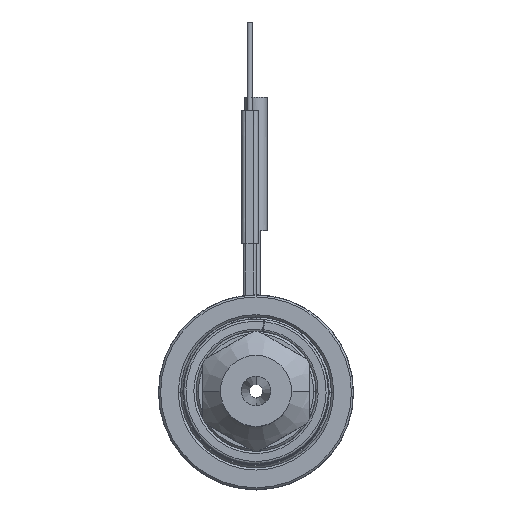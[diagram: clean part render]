
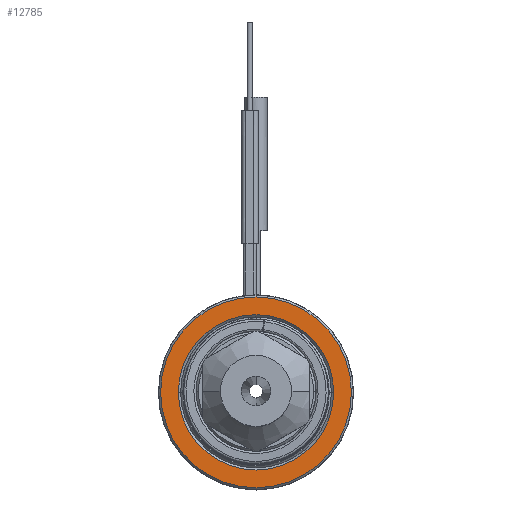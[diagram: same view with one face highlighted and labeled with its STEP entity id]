
A CAD part, top view. The second image highlights one B-rep face of the part: STEP entity #12785.
In plain terms, the highlighted planar face has unit normal (0, 0, 1).
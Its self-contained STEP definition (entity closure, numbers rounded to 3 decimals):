
#3646=CARTESIAN_POINT('',(0.,0.,40.));
#3647=DIRECTION('',(0.,0.,-1.));
#3648=DIRECTION('',(-1.,0.,0.));
#3649=AXIS2_PLACEMENT_3D('',#3646,#3647,#3648);
#3660=CARTESIAN_POINT('',(0.,0.,
40.));
#3661=DIRECTION('',(0.,0.,-1.));
#3662=DIRECTION('',(1.,0.,0.));
#3663=AXIS2_PLACEMENT_3D('',#3660,#3661,#3662);
#3674=CARTESIAN_POINT('',(0.,0.,
40.));
#3675=DIRECTION('',(0.,0.,-1.));
#3676=DIRECTION('',(1.,0.,0.));
#3677=AXIS2_PLACEMENT_3D('',#3674,#3675,#3676);
#3688=CARTESIAN_POINT('',(0.,0.,
40.));
#3689=DIRECTION('',(0.,0.,-1.));
#3690=DIRECTION('',(-1.,0.,0.));
#3691=AXIS2_PLACEMENT_3D('',#3688,#3689,#3690);
#7771=CARTESIAN_POINT('',(21.5,0.,40.));
#7772=CARTESIAN_POINT('',(-21.5,0.,40.));
#7773=VERTEX_POINT('',#7771);
#7774=VERTEX_POINT('',#7772);
#7775=CARTESIAN_POINT('',(17.5,0.,40.));
#7776=CARTESIAN_POINT('',(-17.5,0.,40.));
#7777=VERTEX_POINT('',#7775);
#7778=VERTEX_POINT('',#7776);
#12770=CARTESIAN_POINT('',(0.,0.,40.));
#12771=DIRECTION('',(0.,0.,1.));
#12772=DIRECTION('',(-1.,0.,0.));
#12773=AXIS2_PLACEMENT_3D('',#12770,#12771,#12772);
#12774=PLANE('',#12773);
#12775=ORIENTED_EDGE('',*,*,#12752,.T.);
#12776=ORIENTED_EDGE('',*,*,#12737,.T.);
#12777=EDGE_LOOP('',(#12775,#12776));
#12778=FACE_OUTER_BOUND('',#12777,.F.);
#12780=ORIENTED_EDGE('',*,*,#12779,.F.);
#12782=ORIENTED_EDGE('',*,*,#12781,.F.);
#12783=EDGE_LOOP('',(#12780,#12782));
#12784=FACE_BOUND('',#12783,.F.);
#3650=CIRCLE('',#3649,21.5);
#3664=CIRCLE('',#3663,21.5);
#3678=CIRCLE('',#3677,17.5);
#3692=CIRCLE('',#3691,17.5);
#12737=EDGE_CURVE('',#7774,#7773,#3650,.T.);
#12752=EDGE_CURVE('',#7773,#7774,#3664,.T.);
#12779=EDGE_CURVE('',#7777,#7778,#3678,.T.);
#12781=EDGE_CURVE('',#7778,#7777,#3692,.T.);
#12785=ADVANCED_FACE('',(#12778,#12784),#12774,.T.);
